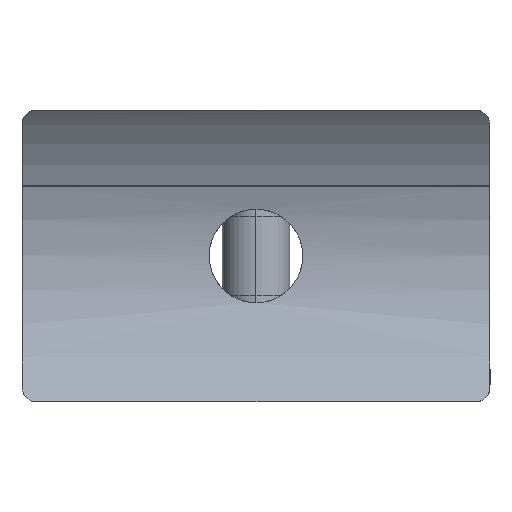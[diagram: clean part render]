
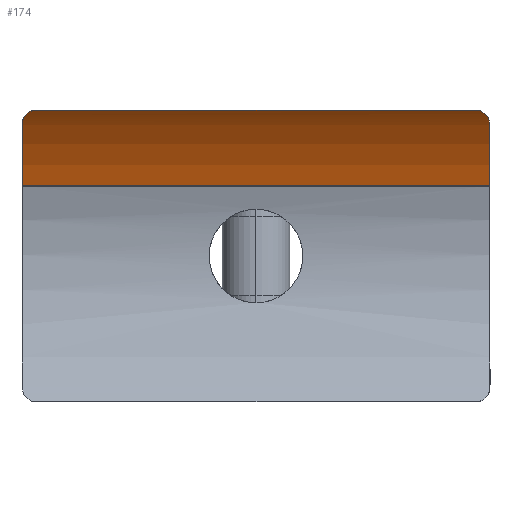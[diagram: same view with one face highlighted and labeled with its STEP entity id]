
A CAD part, left-side view. The second image highlights one B-rep face of the part: STEP entity #174.
In plain terms, the highlighted cylindrical face has radius 21.2 mm (diameter 42.4 mm), a partial arc.
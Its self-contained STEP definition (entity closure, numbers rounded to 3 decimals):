
#63 = CARTESIAN_POINT ( 'NONE',  ( -64.103, 22.5, 6.75 ) ) ;
#155 = ORIENTED_EDGE ( 'NONE', *, *, #3593, .T. ) ;
#174 = ADVANCED_FACE ( 'NONE', ( #2610 ), #1784, .F. ) ;
#186 = AXIS2_PLACEMENT_3D ( 'NONE', #373, #2042, #2878 ) ;
#196 = VECTOR ( 'NONE', #472, 1000. ) ;
#213 = CARTESIAN_POINT ( 'NONE',  ( -67.887, 22.155, 13.541 ) ) ;
#221 = CIRCLE ( 'NONE', #280, 21.2 ) ;
#250 = CARTESIAN_POINT ( 'NONE',  ( -67.348, 22.5, 12.868 ) ) ;
#279 = EDGE_CURVE ( 'NONE', #3184, #436, #549, .T. ) ;
#280 = AXIS2_PLACEMENT_3D ( 'NONE', #3015, #504, #3239 ) ;
#312 = EDGE_CURVE ( 'NONE', #1283, #3184, #3147, .T. ) ;
#373 = CARTESIAN_POINT ( 'NONE',  ( -84.2, -39., 0. ) ) ;
#392 = VERTEX_POINT ( 'NONE', #1527 ) ;
#436 = VERTEX_POINT ( 'NONE', #2984 ) ;
#464 = CIRCLE ( 'NONE', #2571, 21.2 ) ;
#472 = DIRECTION ( 'NONE',  ( 0., -1., 0. ) ) ;
#496 = CARTESIAN_POINT ( 'NONE',  ( -67.237, -22.5, 12.718 ) ) ;
#504 = DIRECTION ( 'NONE',  ( 0., -1., 0. ) ) ;
#528 = CARTESIAN_POINT ( 'NONE',  ( -68.231, -21.637, 13.944 ) ) ;
#549 = B_SPLINE_CURVE_WITH_KNOTS ( 'NONE', 3,
 ( #1903, #1055, #1393, #3079, #213, #2527, #250, #854 ),
 .UNSPECIFIED., .F., .F.,
 ( 4, 2, 2, 4 ),
 ( 0., 0.001, 0.001, 0.002 ),
 .UNSPECIFIED. ) ;
#653 = CARTESIAN_POINT ( 'NONE',  ( -68.28, -21.465, 14. ) ) ;
#702 = ORIENTED_EDGE ( 'NONE', *, *, #279, .T. ) ;
#763 = CARTESIAN_POINT ( 'NONE',  ( -64.103, -39., 6.75 ) ) ;
#854 = CARTESIAN_POINT ( 'NONE',  ( -67.127, 22.5, 12.567 ) ) ;
#1021 = LINE ( 'NONE', #763, #196 ) ;
#1055 = CARTESIAN_POINT ( 'NONE',  ( -68.231, 21.636, 13.944 ) ) ;
#1178 = CARTESIAN_POINT ( 'NONE',  ( -68.28, 21.465, 14. ) ) ;
#1283 = VERTEX_POINT ( 'NONE', #653 ) ;
#1388 = EDGE_CURVE ( 'NONE', #1681, #392, #1021, .T. ) ;
#1393 = CARTESIAN_POINT ( 'NONE',  ( -68.159, 21.786, 13.861 ) ) ;
#1527 = CARTESIAN_POINT ( 'NONE',  ( -64.103, -22.5, 6.75 ) ) ;
#1602 = VERTEX_POINT ( 'NONE', #2307 ) ;
#1641 = CARTESIAN_POINT ( 'NONE',  ( -67.679, -22.327, 13.286 ) ) ;
#1681 = VERTEX_POINT ( 'NONE', #63 ) ;
#1729 = ORIENTED_EDGE ( 'NONE', *, *, #2879, .F. ) ;
#1777 = DIRECTION ( 'NONE',  ( 0., 0., 1. ) ) ;
#1784 = CYLINDRICAL_SURFACE ( 'NONE', #186, 21.2 ) ;
#1869 = CARTESIAN_POINT ( 'NONE',  ( -68.157, -21.789, 13.859 ) ) ;
#1903 = CARTESIAN_POINT ( 'NONE',  ( -68.28, 21.465, 14. ) ) ;
#1922 = CARTESIAN_POINT ( 'NONE',  ( -67.127, -22.5, 12.567 ) ) ;
#1993 = ORIENTED_EDGE ( 'NONE', *, *, #312, .T. ) ;
#2042 = DIRECTION ( 'NONE',  ( 0., 1., 0. ) ) ;
#2083 = CARTESIAN_POINT ( 'NONE',  ( -68.28, -39., 14. ) ) ;
#2099 = B_SPLINE_CURVE_WITH_KNOTS ( 'NONE', 3,
 ( #1922, #496, #2197, #3529, #1641, #2687, #3560, #1869, #528, #3311 ),
 .UNSPECIFIED., .F., .F.,
 ( 4, 2, 2, 2, 4 ),
 ( 0., 0.001, 0.001, 0.002, 0.002 ),
 .UNSPECIFIED. ) ;
#2197 = CARTESIAN_POINT ( 'NONE',  ( -67.348, -22.478, 12.864 ) ) ;
#2288 = ORIENTED_EDGE ( 'NONE', *, *, #3568, .F. ) ;
#2307 = CARTESIAN_POINT ( 'NONE',  ( -67.127, -22.5, 12.567 ) ) ;
#2333 = DIRECTION ( 'NONE',  ( 0., 1., 0. ) ) ;
#2481 = VECTOR ( 'NONE', #2886, 1000. ) ;
#2527 = CARTESIAN_POINT ( 'NONE',  ( -67.575, 22.413, 13.159 ) ) ;
#2571 = AXIS2_PLACEMENT_3D ( 'NONE', #3246, #2333, #1777 ) ;
#2610 = FACE_OUTER_BOUND ( 'NONE', #3281, .T. ) ;
#2687 = CARTESIAN_POINT ( 'NONE',  ( -67.885, -22.157, 13.539 ) ) ;
#2878 = DIRECTION ( 'NONE',  ( 0., 0., 1. ) ) ;
#2879 = EDGE_CURVE ( 'NONE', #1681, #436, #221, .T. ) ;
#2886 = DIRECTION ( 'NONE',  ( 0., 1., 0. ) ) ;
#2969 = ORIENTED_EDGE ( 'NONE', *, *, #1388, .T. ) ;
#2984 = CARTESIAN_POINT ( 'NONE',  ( -67.127, 22.5, 12.567 ) ) ;
#3015 = CARTESIAN_POINT ( 'NONE',  ( -84.2, 22.5, 0. ) ) ;
#3079 = CARTESIAN_POINT ( 'NONE',  ( -67.986, 22.047, 13.659 ) ) ;
#3147 = LINE ( 'NONE', #2083, #2481 ) ;
#3184 = VERTEX_POINT ( 'NONE', #1178 ) ;
#3239 = DIRECTION ( 'NONE',  ( 1., 0., 0. ) ) ;
#3246 = CARTESIAN_POINT ( 'NONE',  ( -84.2, -22.5, 0. ) ) ;
#3281 = EDGE_LOOP ( 'NONE', ( #2288, #155, #1993, #702, #1729, #2969 ) ) ;
#3311 = CARTESIAN_POINT ( 'NONE',  ( -68.28, -21.465, 14. ) ) ;
#3529 = CARTESIAN_POINT ( 'NONE',  ( -67.569, -22.392, 13.148 ) ) ;
#3560 = CARTESIAN_POINT ( 'NONE',  ( -67.984, -22.049, 13.657 ) ) ;
#3568 = EDGE_CURVE ( 'NONE', #1602, #392, #464, .T. ) ;
#3593 = EDGE_CURVE ( 'NONE', #1602, #1283, #2099, .T. ) ;
